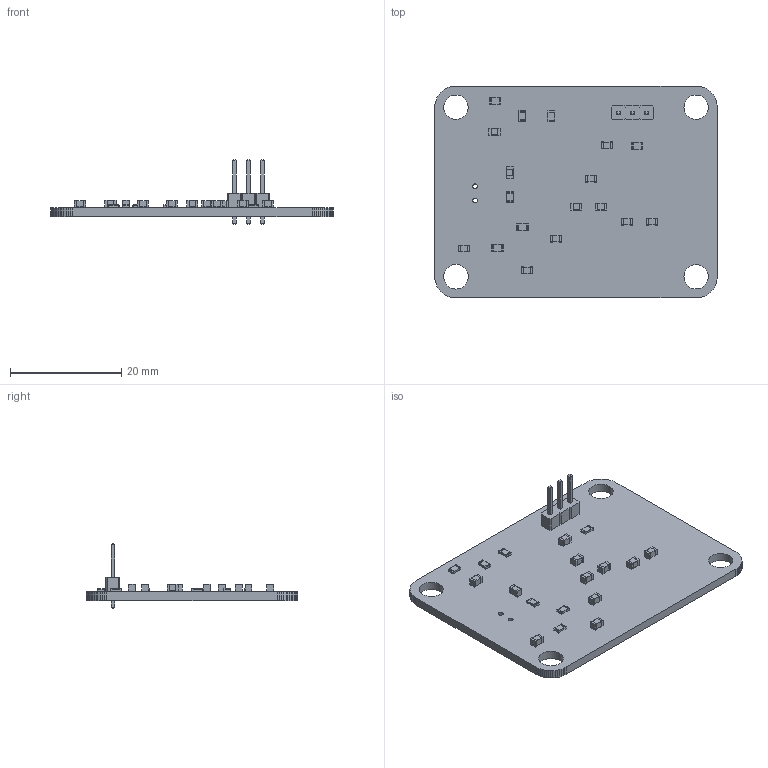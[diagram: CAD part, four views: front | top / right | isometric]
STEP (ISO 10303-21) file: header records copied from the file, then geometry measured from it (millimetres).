
FILE_DESCRIPTION(('KiCad electronic assembly'),'2;1');
FILE_NAME('MicBoard.step','2024-03-21T20:34:33',('Pcbnew'),('Kicad'), 'Open CASCADE STEP processor 7.7','KiCad to STEP converter','Unknown' );
FILE_SCHEMA(('AUTOMOTIVE_DESIGN { 1 0 10303 214 1 1 1 1 }'));
Length unit declared in the file: millimetre
Products named in the file (8): MicBoard 1; R_0805_2012Metric; SOLID; C_0805_2012Metric; PinHeader_1x03_P2.54mm_Vertical; MicBoard PCB
Assembly tree (23 placements, depth 3):
  MicBoard 1
    R_0805_2012Metric  x7
      SOLID
    C_0805_2012Metric  x11
      SOLID
    PinHeader_1x03_P2.54mm_Vertical
      SOLID
    MicBoard PCB
Bounding box: 50.8 x 38.1 x 11.54 mm (x, y, z)
Volume: 3072 mm3; surface area: 4458.1 mm2
Topology: 20 solids, 20 shells, 641 faces, 1667 edges, 1094 vertices
Faces by surface type: plane 444, cylinder 197
Full cylindrical faces by diameter (mm): 0.87 x2, 1 x3, 4.37 x2, 4.385 x1, 4.436 x1
Entity records: 14560 total; most frequent: CARTESIAN_POINT 2424, DIRECTION 2095, LINE 1501, VECTOR 1501, ORIENTED_EDGE 1078, PCURVE 1078, DEFINITIONAL_REPRESENTATION 1078, EDGE_CURVE 539
